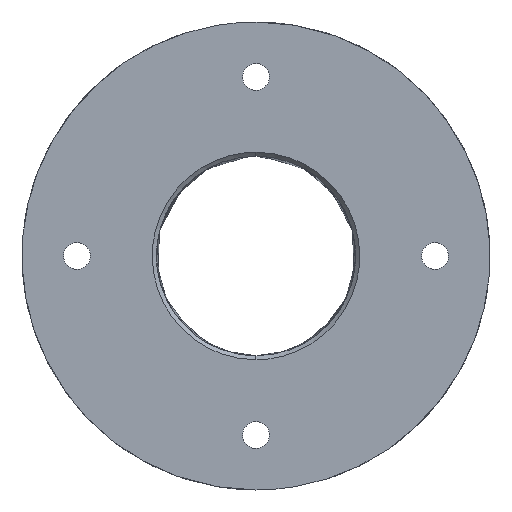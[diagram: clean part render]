
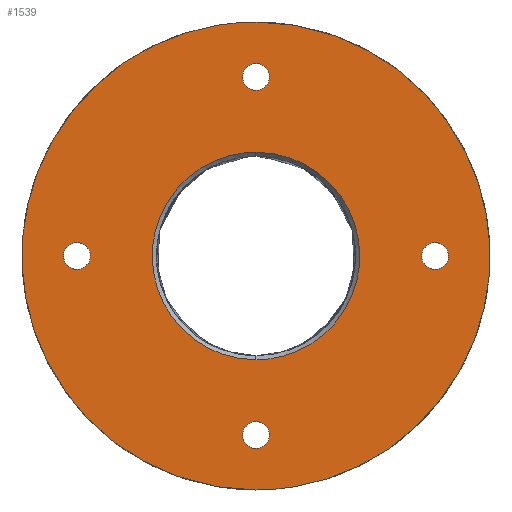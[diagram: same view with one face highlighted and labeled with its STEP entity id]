
A CAD part, front view. The second image highlights one B-rep face of the part: STEP entity #1539.
In plain terms, the highlighted free-form (B-spline) face has degree [1, 1] with [2, 2] control points.
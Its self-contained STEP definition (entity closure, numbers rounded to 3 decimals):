
#24 = VERTEX_POINT('',#25);
#25 = CARTESIAN_POINT('',(0.,0.,-36.036));
#30 = EDGE_CURVE('',#24,#31,#33,.T.);
#31 = VERTEX_POINT('',#32);
#32 = CARTESIAN_POINT('',(0.,0.,36.036));
#33 = ( BOUNDED_CURVE() B_SPLINE_CURVE(2,(#34,#35,#36,#37,#38),
.UNSPECIFIED.,.F.,.F.) B_SPLINE_CURVE_WITH_KNOTS((3,2,3),(3.142,
4.712,6.283),.PIECEWISE_BEZIER_KNOTS.) CURVE() 
GEOMETRIC_REPRESENTATION_ITEM() RATIONAL_B_SPLINE_CURVE((1.,
0.707,1.,0.707,1.)) REPRESENTATION_ITEM('') );
#34 = CARTESIAN_POINT('',(0.,0.,-36.036));
#35 = CARTESIAN_POINT('',(-36.036,0.,-36.036));
#36 = CARTESIAN_POINT('',(-36.036,0.,0.));
#37 = CARTESIAN_POINT('',(-36.036,0.,36.036));
#38 = CARTESIAN_POINT('',(0.,0.,36.036));
#945 = VERTEX_POINT('',#946);
#946 = CARTESIAN_POINT('',(0.,0.,-57.516));
#953 = VERTEX_POINT('',#954);
#954 = CARTESIAN_POINT('',(0.,0.,-66.843));
#959 = EDGE_CURVE('',#953,#945,#960,.T.);
#960 = ( BOUNDED_CURVE() B_SPLINE_CURVE(2,(#961,#962,#963,#964,#965),
.UNSPECIFIED.,.F.,.F.) B_SPLINE_CURVE_WITH_KNOTS((3,2,3),(3.142,
4.712,6.283),.PIECEWISE_BEZIER_KNOTS.) CURVE() 
GEOMETRIC_REPRESENTATION_ITEM() RATIONAL_B_SPLINE_CURVE((1.,
0.707,1.,0.707,1.)) REPRESENTATION_ITEM('') );
#961 = CARTESIAN_POINT('',(0.,0.,-66.843));
#962 = CARTESIAN_POINT('',(-4.663,0.,-66.843));
#963 = CARTESIAN_POINT('',(-4.663,0.,-62.18));
#964 = CARTESIAN_POINT('',(-4.663,0.,-57.516));
#965 = CARTESIAN_POINT('',(0.,0.,-57.516));
#1030 = VERTEX_POINT('',#1031);
#1031 = CARTESIAN_POINT('',(62.18,0.,4.663));
#1038 = VERTEX_POINT('',#1039);
#1039 = CARTESIAN_POINT('',(62.18,0.,-4.663));
#1044 = EDGE_CURVE('',#1038,#1030,#1045,.T.);
#1045 = ( BOUNDED_CURVE() B_SPLINE_CURVE(2,(#1046,#1047,#1048,#1049,
#1050),.UNSPECIFIED.,.F.,.F.) B_SPLINE_CURVE_WITH_KNOTS((3,2,3),(
    3.142,4.712,6.283),
.PIECEWISE_BEZIER_KNOTS.) CURVE() GEOMETRIC_REPRESENTATION_ITEM() 
RATIONAL_B_SPLINE_CURVE((1.,0.707,1.,0.707,1.)) 
REPRESENTATION_ITEM('') );
#1046 = CARTESIAN_POINT('',(62.18,0.,-4.663));
#1047 = CARTESIAN_POINT('',(57.516,0.,-4.663));
#1048 = CARTESIAN_POINT('',(57.516,0.,0.));
#1049 = CARTESIAN_POINT('',(57.516,0.,4.663));
#1050 = CARTESIAN_POINT('',(62.18,0.,4.663));
#1115 = VERTEX_POINT('',#1116);
#1116 = CARTESIAN_POINT('',(0.,0.,66.843));
#1123 = VERTEX_POINT('',#1124);
#1124 = CARTESIAN_POINT('',(0.,0.,57.516));
#1129 = EDGE_CURVE('',#1123,#1115,#1130,.T.);
#1130 = ( BOUNDED_CURVE() B_SPLINE_CURVE(2,(#1131,#1132,#1133,#1134,
#1135),.UNSPECIFIED.,.F.,.F.) B_SPLINE_CURVE_WITH_KNOTS((3,2,3),(
    3.142,4.712,6.283),
.PIECEWISE_BEZIER_KNOTS.) CURVE() GEOMETRIC_REPRESENTATION_ITEM() 
RATIONAL_B_SPLINE_CURVE((1.,0.707,1.,0.707,1.)) 
REPRESENTATION_ITEM('') );
#1131 = CARTESIAN_POINT('',(0.,0.,57.516));
#1132 = CARTESIAN_POINT('',(-4.663,0.,57.516));
#1133 = CARTESIAN_POINT('',(-4.663,0.,62.18));
#1134 = CARTESIAN_POINT('',(-4.663,0.,66.843));
#1135 = CARTESIAN_POINT('',(0.,0.,66.843));
#1200 = VERTEX_POINT('',#1201);
#1201 = CARTESIAN_POINT('',(-62.18,0.,4.663));
#1208 = VERTEX_POINT('',#1209);
#1209 = CARTESIAN_POINT('',(-62.18,0.,-4.663));
#1214 = EDGE_CURVE('',#1208,#1200,#1215,.T.);
#1215 = ( BOUNDED_CURVE() B_SPLINE_CURVE(2,(#1216,#1217,#1218,#1219,
#1220),.UNSPECIFIED.,.F.,.F.) B_SPLINE_CURVE_WITH_KNOTS((3,2,3),(
    3.142,4.712,6.283),
.PIECEWISE_BEZIER_KNOTS.) CURVE() GEOMETRIC_REPRESENTATION_ITEM() 
RATIONAL_B_SPLINE_CURVE((1.,0.707,1.,0.707,1.)) 
REPRESENTATION_ITEM('') );
#1216 = CARTESIAN_POINT('',(-62.18,0.,-4.663));
#1217 = CARTESIAN_POINT('',(-66.843,0.,-4.663));
#1218 = CARTESIAN_POINT('',(-66.843,0.,0.));
#1219 = CARTESIAN_POINT('',(-66.843,0.,4.663));
#1220 = CARTESIAN_POINT('',(-62.18,0.,4.663));
#1372 = VERTEX_POINT('',#1373);
#1373 = CARTESIAN_POINT('',(0.,0.,81.257));
#1378 = EDGE_CURVE('',#1372,#1379,#1381,.T.);
#1379 = VERTEX_POINT('',#1380);
#1380 = CARTESIAN_POINT('',(0.,0.,-81.257));
#1381 = ( BOUNDED_CURVE() B_SPLINE_CURVE(2,(#1382,#1383,#1384,#1385,
#1386),.UNSPECIFIED.,.F.,.F.) B_SPLINE_CURVE_WITH_KNOTS((3,2,3),(0.,
1.571,3.142),.PIECEWISE_BEZIER_KNOTS.) CURVE() 
GEOMETRIC_REPRESENTATION_ITEM() RATIONAL_B_SPLINE_CURVE((1.,
0.707,1.,0.707,1.)) REPRESENTATION_ITEM('') );
#1382 = CARTESIAN_POINT('',(0.,0.,81.257));
#1383 = CARTESIAN_POINT('',(81.257,0.,81.257));
#1384 = CARTESIAN_POINT('',(81.257,0.,0.));
#1385 = CARTESIAN_POINT('',(81.257,0.,-81.257));
#1386 = CARTESIAN_POINT('',(0.,0.,-81.257));
#1449 = EDGE_CURVE('',#1379,#1372,#1450,.T.);
#1450 = ( BOUNDED_CURVE() B_SPLINE_CURVE(2,(#1451,#1452,#1453,#1454,
#1455),.UNSPECIFIED.,.F.,.F.) B_SPLINE_CURVE_WITH_KNOTS((3,2,3),(
    3.142,4.712,6.283),
.PIECEWISE_BEZIER_KNOTS.) CURVE() GEOMETRIC_REPRESENTATION_ITEM() 
RATIONAL_B_SPLINE_CURVE((1.,0.707,1.,0.707,1.)) 
REPRESENTATION_ITEM('') );
#1451 = CARTESIAN_POINT('',(0.,0.,-81.257));
#1452 = CARTESIAN_POINT('',(-81.257,0.,-81.257));
#1453 = CARTESIAN_POINT('',(-81.257,0.,0.));
#1454 = CARTESIAN_POINT('',(-81.257,0.,81.257));
#1455 = CARTESIAN_POINT('',(0.,0.,81.257));
#1539 = ADVANCED_FACE('',(#1540,#1551,#1562,#1573,#1584,#1595),#1599,.F.
  );
#1540 = FACE_BOUND('',#1541,.T.);
#1541 = EDGE_LOOP('',(#1542,#1543));
#1542 = ORIENTED_EDGE('',*,*,#30,.T.);
#1543 = ORIENTED_EDGE('',*,*,#1544,.T.);
#1544 = EDGE_CURVE('',#31,#24,#1545,.T.);
#1545 = ( BOUNDED_CURVE() B_SPLINE_CURVE(2,(#1546,#1547,#1548,#1549,
#1550),.UNSPECIFIED.,.F.,.F.) B_SPLINE_CURVE_WITH_KNOTS((3,2,3),(0.,
1.571,3.142),.PIECEWISE_BEZIER_KNOTS.) CURVE() 
GEOMETRIC_REPRESENTATION_ITEM() RATIONAL_B_SPLINE_CURVE((1.,
0.707,1.,0.707,1.)) REPRESENTATION_ITEM('') );
#1546 = CARTESIAN_POINT('',(0.,0.,36.036));
#1547 = CARTESIAN_POINT('',(36.036,0.,36.036));
#1548 = CARTESIAN_POINT('',(36.036,0.,0.));
#1549 = CARTESIAN_POINT('',(36.036,0.,-36.036));
#1550 = CARTESIAN_POINT('',(0.,0.,-36.036));
#1551 = FACE_BOUND('',#1552,.T.);
#1552 = EDGE_LOOP('',(#1553,#1561));
#1553 = ORIENTED_EDGE('',*,*,#1554,.T.);
#1554 = EDGE_CURVE('',#945,#953,#1555,.T.);
#1555 = ( BOUNDED_CURVE() B_SPLINE_CURVE(2,(#1556,#1557,#1558,#1559,
#1560),.UNSPECIFIED.,.F.,.F.) B_SPLINE_CURVE_WITH_KNOTS((3,2,3),(0.,
1.571,3.142),.PIECEWISE_BEZIER_KNOTS.) CURVE() 
GEOMETRIC_REPRESENTATION_ITEM() RATIONAL_B_SPLINE_CURVE((1.,
0.707,1.,0.707,1.)) REPRESENTATION_ITEM('') );
#1556 = CARTESIAN_POINT('',(0.,0.,-57.516));
#1557 = CARTESIAN_POINT('',(4.663,0.,-57.516));
#1558 = CARTESIAN_POINT('',(4.663,0.,-62.18));
#1559 = CARTESIAN_POINT('',(4.663,0.,-66.843));
#1560 = CARTESIAN_POINT('',(0.,0.,-66.843));
#1561 = ORIENTED_EDGE('',*,*,#959,.T.);
#1562 = FACE_BOUND('',#1563,.T.);
#1563 = EDGE_LOOP('',(#1564,#1572));
#1564 = ORIENTED_EDGE('',*,*,#1565,.T.);
#1565 = EDGE_CURVE('',#1030,#1038,#1566,.T.);
#1566 = ( BOUNDED_CURVE() B_SPLINE_CURVE(2,(#1567,#1568,#1569,#1570,
#1571),.UNSPECIFIED.,.F.,.F.) B_SPLINE_CURVE_WITH_KNOTS((3,2,3),(0.,
1.571,3.142),.PIECEWISE_BEZIER_KNOTS.) CURVE() 
GEOMETRIC_REPRESENTATION_ITEM() RATIONAL_B_SPLINE_CURVE((1.,
0.707,1.,0.707,1.)) REPRESENTATION_ITEM('') );
#1567 = CARTESIAN_POINT('',(62.18,0.,4.663));
#1568 = CARTESIAN_POINT('',(66.843,0.,4.663));
#1569 = CARTESIAN_POINT('',(66.843,0.,0.));
#1570 = CARTESIAN_POINT('',(66.843,0.,-4.663));
#1571 = CARTESIAN_POINT('',(62.18,0.,-4.663));
#1572 = ORIENTED_EDGE('',*,*,#1044,.T.);
#1573 = FACE_BOUND('',#1574,.T.);
#1574 = EDGE_LOOP('',(#1575,#1583));
#1575 = ORIENTED_EDGE('',*,*,#1576,.T.);
#1576 = EDGE_CURVE('',#1115,#1123,#1577,.T.);
#1577 = ( BOUNDED_CURVE() B_SPLINE_CURVE(2,(#1578,#1579,#1580,#1581,
#1582),.UNSPECIFIED.,.F.,.F.) B_SPLINE_CURVE_WITH_KNOTS((3,2,3),(0.,
1.571,3.142),.PIECEWISE_BEZIER_KNOTS.) CURVE() 
GEOMETRIC_REPRESENTATION_ITEM() RATIONAL_B_SPLINE_CURVE((1.,
0.707,1.,0.707,1.)) REPRESENTATION_ITEM('') );
#1578 = CARTESIAN_POINT('',(0.,0.,66.843));
#1579 = CARTESIAN_POINT('',(4.663,0.,66.843));
#1580 = CARTESIAN_POINT('',(4.663,0.,62.18));
#1581 = CARTESIAN_POINT('',(4.663,0.,57.516));
#1582 = CARTESIAN_POINT('',(0.,0.,57.516));
#1583 = ORIENTED_EDGE('',*,*,#1129,.T.);
#1584 = FACE_BOUND('',#1585,.T.);
#1585 = EDGE_LOOP('',(#1586,#1594));
#1586 = ORIENTED_EDGE('',*,*,#1587,.T.);
#1587 = EDGE_CURVE('',#1200,#1208,#1588,.T.);
#1588 = ( BOUNDED_CURVE() B_SPLINE_CURVE(2,(#1589,#1590,#1591,#1592,
#1593),.UNSPECIFIED.,.F.,.F.) B_SPLINE_CURVE_WITH_KNOTS((3,2,3),(0.,
1.571,3.142),.PIECEWISE_BEZIER_KNOTS.) CURVE() 
GEOMETRIC_REPRESENTATION_ITEM() RATIONAL_B_SPLINE_CURVE((1.,
0.707,1.,0.707,1.)) REPRESENTATION_ITEM('') );
#1589 = CARTESIAN_POINT('',(-62.18,0.,4.663));
#1590 = CARTESIAN_POINT('',(-57.516,0.,4.663));
#1591 = CARTESIAN_POINT('',(-57.516,0.,0.));
#1592 = CARTESIAN_POINT('',(-57.516,0.,-4.663));
#1593 = CARTESIAN_POINT('',(-62.18,0.,-4.663));
#1594 = ORIENTED_EDGE('',*,*,#1214,.T.);
#1595 = FACE_BOUND('',#1596,.T.);
#1596 = EDGE_LOOP('',(#1597,#1598));
#1597 = ORIENTED_EDGE('',*,*,#1449,.F.);
#1598 = ORIENTED_EDGE('',*,*,#1378,.F.);
#1599 = B_SPLINE_SURFACE_WITH_KNOTS('',1,1,(
    (#1600,#1601)
    ,(#1602,#1603
    )),.UNSPECIFIED.,.F.,.F.,.F.,(2,2),(2,2),(-57.5,57.5),(-57.5,57.5),
  .PIECEWISE_BEZIER_KNOTS.);
#1600 = CARTESIAN_POINT('',(-81.257,0.,-81.257));
#1601 = CARTESIAN_POINT('',(81.257,0.,-81.257));
#1602 = CARTESIAN_POINT('',(-81.257,0.,81.257));
#1603 = CARTESIAN_POINT('',(81.257,0.,81.257));
